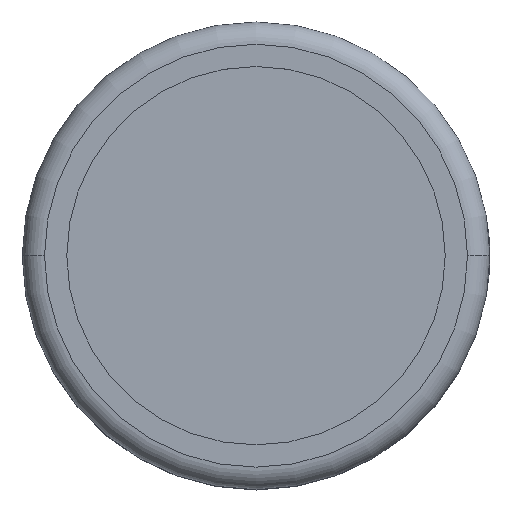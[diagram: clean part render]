
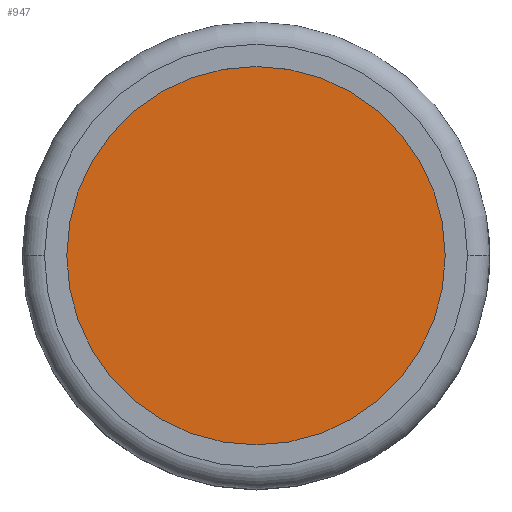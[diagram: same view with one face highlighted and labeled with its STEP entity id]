
A CAD part, top view. The second image highlights one B-rep face of the part: STEP entity #947.
In plain terms, the highlighted planar face has unit normal (0, 0, 1).
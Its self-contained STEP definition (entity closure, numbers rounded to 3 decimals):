
#869=CARTESIAN_POINT('',(4.25,0.0,7.9));
#870=VERTEX_POINT('',#869);
#886=CARTESIAN_POINT('',(-4.25,0.,7.9));
#887=VERTEX_POINT('',#886);
#894=CARTESIAN_POINT('',(0.0,0.0,7.9));
#895=DIRECTION('',(0.0,0.0,1.0));
#896=DIRECTION('',(1.0,0.0,0.0));
#897=AXIS2_PLACEMENT_3D('',#894,#895,#896);
#898=CIRCLE('',#897,4.25);
#899=EDGE_CURVE('',#870,#887,#898,.T.);
#910=CARTESIAN_POINT('',(0.0,0.0,7.9));
#911=DIRECTION('',(0.0,0.0,1.0));
#912=DIRECTION('',(1.0,0.0,0.0));
#913=AXIS2_PLACEMENT_3D('',#910,#911,#912);
#914=CIRCLE('',#913,4.25);
#915=EDGE_CURVE('',#887,#870,#914,.T.);
#938=CARTESIAN_POINT('',(0.0,0.0,7.9));
#939=DIRECTION('',(0.0,0.0,1.0));
#940=DIRECTION('',(1.0,0.0,0.0));
#941=AXIS2_PLACEMENT_3D('',#938,#939,#940);
#942=PLANE('',#941);
#943=ORIENTED_EDGE('',*,*,#899,.T.);
#944=ORIENTED_EDGE('',*,*,#915,.T.);
#945=EDGE_LOOP('',(#943,#944));
#946=FACE_OUTER_BOUND('',#945,.T.);
#947=ADVANCED_FACE('',(#946),#942,.T.);
